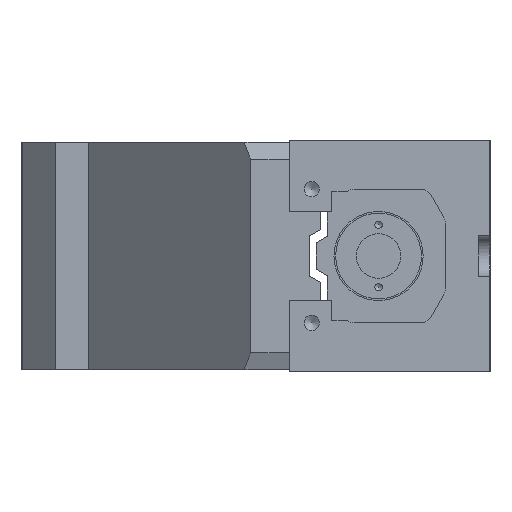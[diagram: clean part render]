
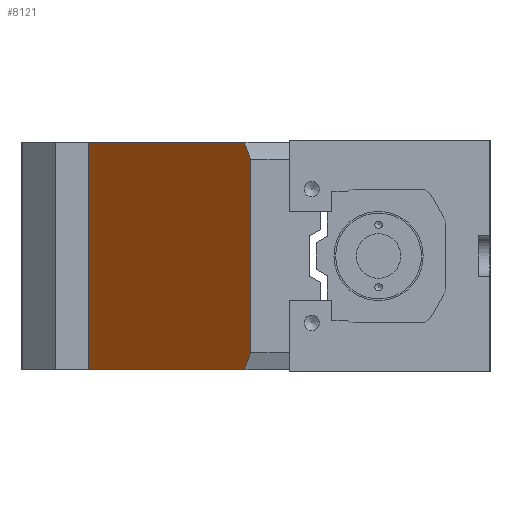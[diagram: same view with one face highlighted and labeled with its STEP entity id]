
A CAD part, left-side view. The second image highlights one B-rep face of the part: STEP entity #8121.
In plain terms, the highlighted face is planar.
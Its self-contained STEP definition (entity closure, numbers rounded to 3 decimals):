
#437=PLANE('',#9189);
#974=FACE_OUTER_BOUND('',#1466,.T.);
#1466=EDGE_LOOP('',(#7337,#7338,#7339,#7340,#7341,#7342));
#2565=LINE('',#13904,#3310);
#2572=LINE('',#13917,#3317);
#2573=LINE('',#13919,#3318);
#2574=LINE('',#13921,#3319);
#2575=LINE('',#13923,#3320);
#2576=LINE('',#13924,#3321);
#3310=VECTOR('',#11344,87.);
#3317=VECTOR('',#11353,8.617);
#3318=VECTOR('',#11354,8.617);
#3319=VECTOR('',#11355,98.429);
#3320=VECTOR('',#11356,102.);
#3321=VECTOR('',#11357,98.429);
#4135=VERTEX_POINT('',#13901);
#4136=VERTEX_POINT('',#13903);
#4141=VERTEX_POINT('',#13916);
#4142=VERTEX_POINT('',#13918);
#4143=VERTEX_POINT('',#13920);
#4144=VERTEX_POINT('',#13922);
#5234=EDGE_CURVE('',#4135,#4136,#2565,.T.);
#5241=EDGE_CURVE('',#4141,#4136,#2572,.T.);
#5242=EDGE_CURVE('',#4135,#4142,#2573,.T.);
#5243=EDGE_CURVE('',#4142,#4143,#2574,.T.);
#5244=EDGE_CURVE('',#4143,#4144,#2575,.T.);
#5245=EDGE_CURVE('',#4141,#4144,#2576,.T.);
#7337=ORIENTED_EDGE('',*,*,#5241,.T.);
#7338=ORIENTED_EDGE('',*,*,#5234,.F.);
#7339=ORIENTED_EDGE('',*,*,#5242,.T.);
#7340=ORIENTED_EDGE('',*,*,#5243,.T.);
#7341=ORIENTED_EDGE('',*,*,#5244,.T.);
#7342=ORIENTED_EDGE('',*,*,#5245,.F.);
#8121=ADVANCED_FACE('',(#974),#437,.T.);
#9189=AXIS2_PLACEMENT_3D('',#13915,#11351,#11352);
#11344=DIRECTION('',(0.,0.,1.));
#11351=DIRECTION('center_axis',(0.707,0.707,0.));
#11352=DIRECTION('ref_axis',(0.,0.,-1.));
#11353=DIRECTION('',(0.348,-0.348,-0.87));
#11354=DIRECTION('',(-0.348,0.348,-0.87));
#11355=DIRECTION('',(-0.707,0.707,0.));
#11356=DIRECTION('',(0.,0.,1.));
#11357=DIRECTION('',(-0.707,0.707,0.));
#13901=CARTESIAN_POINT('',(125.,17.4,-43.5));
#13903=CARTESIAN_POINT('',(125.,17.4,43.5));
#13904=CARTESIAN_POINT('',(125.,17.4,-43.5));
#13915=CARTESIAN_POINT('Origin',(52.4,90.,-51.));
#13916=CARTESIAN_POINT('',(122.,20.4,51.));
#13917=CARTESIAN_POINT('',(122.,20.4,51.));
#13918=CARTESIAN_POINT('',(122.,20.4,-51.));
#13919=CARTESIAN_POINT('',(125.,17.4,-43.5));
#13920=CARTESIAN_POINT('',(52.4,90.,-51.));
#13921=CARTESIAN_POINT('',(122.,20.4,-51.));
#13922=CARTESIAN_POINT('',(52.4,90.,51.));
#13923=CARTESIAN_POINT('',(52.4,90.,-51.));
#13924=CARTESIAN_POINT('',(122.,20.4,51.));
